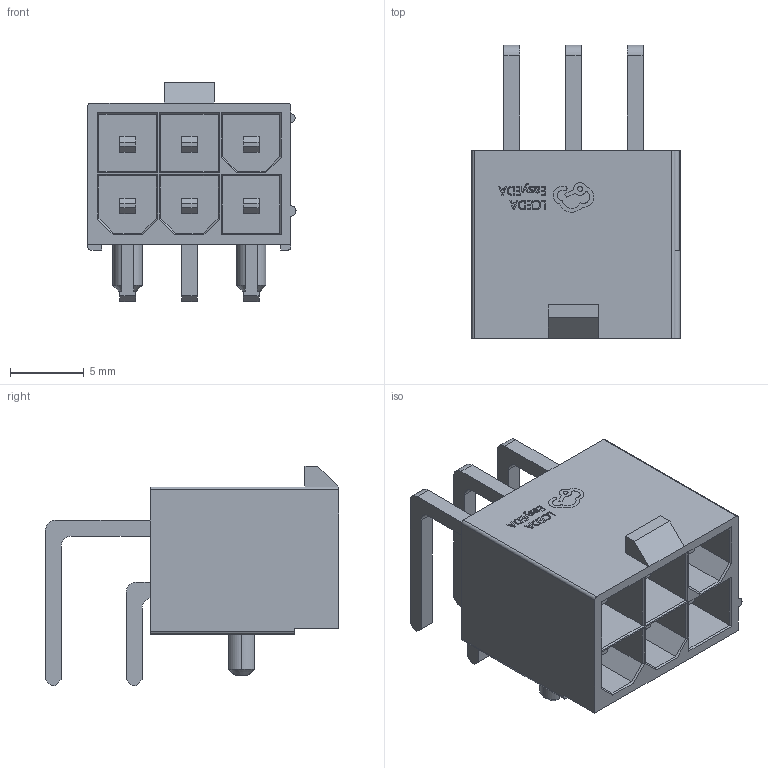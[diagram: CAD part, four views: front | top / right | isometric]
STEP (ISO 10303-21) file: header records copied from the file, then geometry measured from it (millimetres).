
FILE_DESCRIPTION (( 'STEP AP214' ), '1' );
FILE_NAME ('CONN-TN_39301060.step', '2022-08-03T10:30:45', ( '' ), ( '' ), 'SwSTEP 2.0', 'SolidWorks 2020', '' );
FILE_SCHEMA (( 'AUTOMOTIVE_DESIGN' ));
Length unit declared in the file: millimetre
Products named in the file (1): CONN-TN_39301060
Bounding box: 14.15 x 19.93 x 14.9 mm (x, y, z)
Volume: 1221 mm3; surface area: 2012.3 mm2
Topology: 14 solids, 14 shells, 507 faces, 1318 edges, 868 vertices
Faces by surface type: plane 363, bspline 114, cylinder 24, cone 6
Entity records: 20627 total; most frequent: CARTESIAN_POINT 5080, ORIENTED_EDGE 2636, DIRECTION 1922, EDGE_CURVE 1318, LINE 1022, VECTOR 1022, VERTEX_POINT 868, EDGE_LOOP 548
